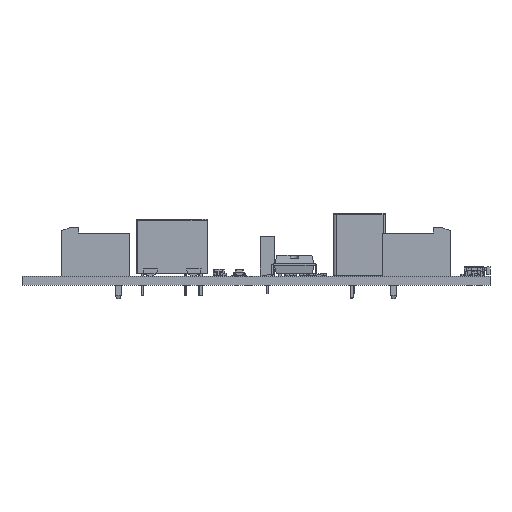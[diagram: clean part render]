
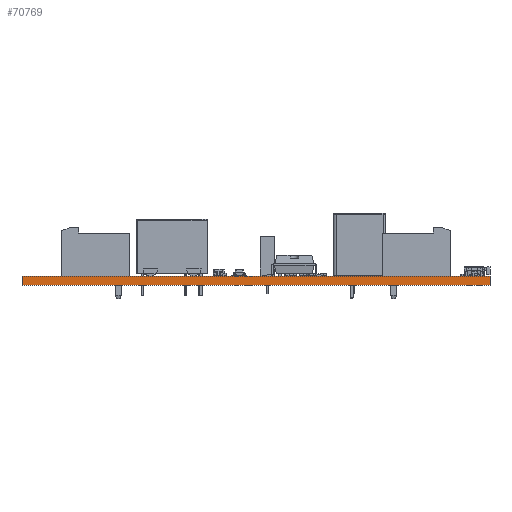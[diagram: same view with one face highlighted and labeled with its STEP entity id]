
A CAD part, front view. The second image highlights one B-rep face of the part: STEP entity #70769.
In plain terms, the highlighted planar face has unit normal (0, -1, 0).
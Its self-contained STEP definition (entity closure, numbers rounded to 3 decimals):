
#70769 = ADVANCED_FACE('',(#70770),#70804,.T.);
#70770 = FACE_BOUND('',#70771,.T.);
#70771 = EDGE_LOOP('',(#70772,#70782,#70790,#70798));
#70772 = ORIENTED_EDGE('',*,*,#70773,.T.);
#70773 = EDGE_CURVE('',#70774,#70776,#70778,.T.);
#70774 = VERTEX_POINT('',#70775);
#70775 = CARTESIAN_POINT('',(41.25,-75.5,0.));
#70776 = VERTEX_POINT('',#70777);
#70777 = CARTESIAN_POINT('',(41.25,-75.5,1.6));
#70778 = LINE('',#70779,#70780);
#70779 = CARTESIAN_POINT('',(41.25,-75.5,0.));
#70780 = VECTOR('',#70781,1.);
#70781 = DIRECTION('',(0.,0.,1.));
#70782 = ORIENTED_EDGE('',*,*,#70783,.T.);
#70783 = EDGE_CURVE('',#70776,#70784,#70786,.T.);
#70784 = VERTEX_POINT('',#70785);
#70785 = CARTESIAN_POINT('',(-41.25,-75.5,1.6));
#70786 = LINE('',#70787,#70788);
#70787 = CARTESIAN_POINT('',(41.25,-75.5,1.6));
#70788 = VECTOR('',#70789,1.);
#70789 = DIRECTION('',(-1.,0.,0.));
#70790 = ORIENTED_EDGE('',*,*,#70791,.F.);
#70791 = EDGE_CURVE('',#70792,#70784,#70794,.T.);
#70792 = VERTEX_POINT('',#70793);
#70793 = CARTESIAN_POINT('',(-41.25,-75.5,0.));
#70794 = LINE('',#70795,#70796);
#70795 = CARTESIAN_POINT('',(-41.25,-75.5,0.));
#70796 = VECTOR('',#70797,1.);
#70797 = DIRECTION('',(0.,0.,1.));
#70798 = ORIENTED_EDGE('',*,*,#70799,.F.);
#70799 = EDGE_CURVE('',#70774,#70792,#70800,.T.);
#70800 = LINE('',#70801,#70802);
#70801 = CARTESIAN_POINT('',(41.25,-75.5,0.));
#70802 = VECTOR('',#70803,1.);
#70803 = DIRECTION('',(-1.,0.,0.));
#70804 = PLANE('',#70805);
#70805 = AXIS2_PLACEMENT_3D('',#70806,#70807,#70808);
#70806 = CARTESIAN_POINT('',(41.25,-75.5,0.));
#70807 = DIRECTION('',(0.,-1.,0.));
#70808 = DIRECTION('',(-1.,0.,0.));
